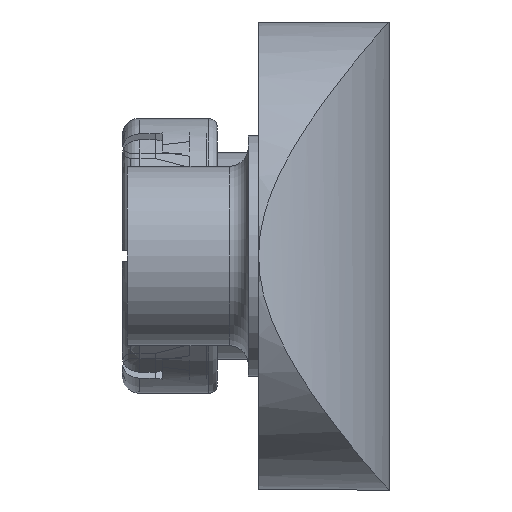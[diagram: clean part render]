
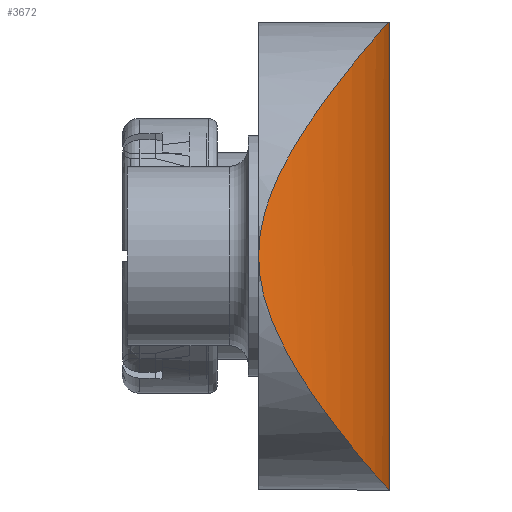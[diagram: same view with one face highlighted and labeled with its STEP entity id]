
A CAD part, left-side view. The second image highlights one B-rep face of the part: STEP entity #3672.
In plain terms, the highlighted cylindrical face has radius 8.335 mm (diameter 16.671 mm), a partial arc.
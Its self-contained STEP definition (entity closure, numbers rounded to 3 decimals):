
#106 = CARTESIAN_POINT ( 'NONE',  ( -6.35, 0.003, -6.795 ) ) ;
#116 = ORIENTED_EDGE ( 'NONE', *, *, #3349, .F. ) ;
#162 = CARTESIAN_POINT ( 'NONE',  ( -10.59, 1.272, 5.328 ) ) ;
#186 = VERTEX_POINT ( 'NONE', #2064 ) ;
#276 = CARTESIAN_POINT ( 'NONE',  ( -13.145, 3.81, 0. ) ) ;
#286 = DIRECTION ( 'NONE',  ( 1., 0., 0. ) ) ;
#335 = CIRCLE ( 'NONE', #1730, 8.335 ) ;
#347 = CARTESIAN_POINT ( 'NONE',  ( -6.35, 0.003, 6.795 ) ) ;
#468 = CARTESIAN_POINT ( 'NONE',  ( -13.083, 3.715, 0.949 ) ) ;
#486 = CARTESIAN_POINT ( 'NONE',  ( -12.683, 3.163, 2.473 ) ) ;
#521 = CARTESIAN_POINT ( 'NONE',  ( -9.483, 0.695, 6.034 ) ) ;
#547 = CARTESIAN_POINT ( 'NONE',  ( -6.145, 8.335, 6.795 ) ) ;
#671 = AXIS2_PLACEMENT_3D ( 'NONE', #3307, #1019, #859 ) ;
#715 = DIRECTION ( 'NONE',  ( 0., 0., 1. ) ) ;
#732 = CARTESIAN_POINT ( 'NONE',  ( -6.145, 0., 6.795 ) ) ;
#746 = CARTESIAN_POINT ( 'NONE',  ( -13.145, 3.81, 0. ) ) ;
#779 = CARTESIAN_POINT ( 'NONE',  ( -9.87, 0.876, 5.816 ) ) ;
#786 = CARTESIAN_POINT ( 'NONE',  ( -7.988, 0.203, -6.599 ) ) ;
#817 = EDGE_CURVE ( 'NONE', #186, #1062, #3521, .T. ) ;
#820 = CARTESIAN_POINT ( 'NONE',  ( -10.057, 0.972, 5.699 ) ) ;
#830 = CARTESIAN_POINT ( 'NONE',  ( -6.145, 0., -6.795 ) ) ;
#831 = CARTESIAN_POINT ( 'NONE',  ( -8.221, 0.259, 6.536 ) ) ;
#859 = DIRECTION ( 'NONE',  ( 1., 0., 0. ) ) ;
#1019 = DIRECTION ( 'NONE',  ( 0., 0., -1. ) ) ;
#1062 = VERTEX_POINT ( 'NONE', #746 ) ;
#1116 = CYLINDRICAL_SURFACE ( 'NONE', #3056, 8.335 ) ;
#1129 = CARTESIAN_POINT ( 'NONE',  ( -7.993, 0.204, 6.597 ) ) ;
#1155 = CARTESIAN_POINT ( 'NONE',  ( -9.481, 0.694, -6.035 ) ) ;
#1328 = ORIENTED_EDGE ( 'NONE', *, *, #3229, .T. ) ;
#1355 = VERTEX_POINT ( 'NONE', #732 ) ;
#1437 = CARTESIAN_POINT ( 'NONE',  ( -13.133, 3.791, 0.475 ) ) ;
#1453 = CARTESIAN_POINT ( 'NONE',  ( -13.145, 3.81, 0. ) ) ;
#1466 = ORIENTED_EDGE ( 'NONE', *, *, #817, .F. ) ;
#1486 = CARTESIAN_POINT ( 'NONE',  ( -12.766, 3.264, -2.279 ) ) ;
#1498 = CARTESIAN_POINT ( 'NONE',  ( -10.589, 1.272, -5.328 ) ) ;
#1654 = CIRCLE ( 'NONE', #671, 8.335 ) ;
#1730 = AXIS2_PLACEMENT_3D ( 'NONE', #547, #3864, #286 ) ;
#1777 = CARTESIAN_POINT ( 'NONE',  ( -10.911, 1.487, 5.054 ) ) ;
#1791 = EDGE_LOOP ( 'NONE', ( #2304, #3431, #1328, #116, #1466 ) ) ;
#1814 = CARTESIAN_POINT ( 'NONE',  ( -12.894, 3.442, 1.843 ) ) ;
#2058 = CARTESIAN_POINT ( 'NONE',  ( -6.833, 0.014, -6.795 ) ) ;
#2064 = CARTESIAN_POINT ( 'NONE',  ( -6.35, 0.003, -6.795 ) ) ;
#2102 = CARTESIAN_POINT ( 'NONE',  ( -7.303, 0.068, 6.744 ) ) ;
#2134 = CARTESIAN_POINT ( 'NONE',  ( -6.833, 0.014, 6.795 ) ) ;
#2136 = CARTESIAN_POINT ( 'NONE',  ( -10.911, 1.487, -5.054 ) ) ;
#2150 = CARTESIAN_POINT ( 'NONE',  ( -12.229, 2.628, 3.433 ) ) ;
#2155 = CARTESIAN_POINT ( 'NONE',  ( -12.229, 2.628, -3.434 ) ) ;
#2255 = CARTESIAN_POINT ( 'NONE',  ( -13.132, 3.79, -0.476 ) ) ;
#2304 = ORIENTED_EDGE ( 'NONE', *, *, #2414, .F. ) ;
#2385 = CARTESIAN_POINT ( 'NONE',  ( -7.302, 0.068, -6.744 ) ) ;
#2414 = EDGE_CURVE ( 'NONE', #2813, #186, #1654, .T. ) ;
#2447 = CARTESIAN_POINT ( 'NONE',  ( -8.215, 0.258, -6.538 ) ) ;
#2459 = CARTESIAN_POINT ( 'NONE',  ( -12.76, 3.262, 2.267 ) ) ;
#2475 = CARTESIAN_POINT ( 'NONE',  ( -11.497, 1.935, -4.456 ) ) ;
#2485 = CARTESIAN_POINT ( 'NONE',  ( -11.764, 2.17, 4.127 ) ) ;
#2521 = CARTESIAN_POINT ( 'NONE',  ( -8.656, 0.384, -6.396 ) ) ;
#2531 = CARTESIAN_POINT ( 'NONE',  ( -13.082, 3.714, -0.951 ) ) ;
#2605 = CARTESIAN_POINT ( 'NONE',  ( -6.145, 0., -6.795 ) ) ;
#2768 = CARTESIAN_POINT ( 'NONE',  ( -11.498, 1.935, 4.455 ) ) ;
#2805 = CARTESIAN_POINT ( 'NONE',  ( -12.951, 3.523, 1.626 ) ) ;
#2813 = VERTEX_POINT ( 'NONE', #830 ) ;
#2820 = CARTESIAN_POINT ( 'NONE',  ( -8.66, 0.385, 6.395 ) ) ;
#2824 = CARTESIAN_POINT ( 'NONE',  ( -12.429, 2.852, -3.067 ) ) ;
#2879 = CARTESIAN_POINT ( 'NONE',  ( -13.046, 3.659, -1.181 ) ) ;
#3056 = AXIS2_PLACEMENT_3D ( 'NONE', #3705, #715, #3687 ) ;
#3098 = CARTESIAN_POINT ( 'NONE',  ( -8.872, 0.456, 6.314 ) ) ;
#3128 = CARTESIAN_POINT ( 'NONE',  ( -9.282, 0.61, -6.134 ) ) ;
#3155 = FACE_OUTER_BOUND ( 'NONE', #1791, .T. ) ;
#3204 = CARTESIAN_POINT ( 'NONE',  ( -13.145, 3.81, -0.238 ) ) ;
#3229 = EDGE_CURVE ( 'NONE', #1355, #4204, #335, .T. ) ;
#3307 = CARTESIAN_POINT ( 'NONE',  ( -6.145, 8.335, -6.795 ) ) ;
#3349 = EDGE_CURVE ( 'NONE', #1062, #4204, #3469, .T. ) ;
#3431 = ORIENTED_EDGE ( 'NONE', *, *, #3593, .T. ) ;
#3469 = B_SPLINE_CURVE_WITH_KNOTS ( 'NONE', 3,
 ( #1453, #4156, #1437, #468, #3830, #2805, #1814, #2459, #486, #3795, #2150, #2485, #2768, #1777, #162, #820, #779, #521, #3847, #3098, #2820, #831, #1129, #2102, #2134, #4142 ),
 .UNSPECIFIED., .F., .F.,
 ( 4, 2, 2, 2, 2, 2, 2, 2, 2, 2, 2, 2, 4 ),
 ( 0.011, 0.012, 0.013, 0.014, 0.014, 0.016, 0.017, 0.019, 0.019, 0.02, 0.021, 0.021, 0.023 ),
 .UNSPECIFIED. ) ;
#3511 = CARTESIAN_POINT ( 'NONE',  ( -8.869, 0.455, -6.315 ) ) ;
#3521 = B_SPLINE_CURVE_WITH_KNOTS ( 'NONE', 3,
 ( #106, #2058, #2385, #786, #2447, #2521, #3511, #3128, #1155, #3817, #4162, #1498, #2136, #2475, #4172, #2155, #2824, #1486, #3849, #2879, #2531, #2255, #3204, #276 ),
 .UNSPECIFIED., .F., .F.,
 ( 4, 2, 2, 2, 2, 2, 2, 2, 2, 2, 2, 4 ),
 ( 0., 0.001, 0.002, 0.003, 0.004, 0.004, 0.006, 0.007, 0.009, 0.01, 0.011, 0.011 ),
 .UNSPECIFIED. ) ;
#3576 = VECTOR ( 'NONE', #3984, 1000. ) ;
#3593 = EDGE_CURVE ( 'NONE', #2813, #1355, #4067, .T. ) ;
#3672 = ADVANCED_FACE ( 'NONE', ( #3155 ), #1116, .T. ) ;
#3687 = DIRECTION ( 'NONE',  ( 1., 0., 0. ) ) ;
#3705 = CARTESIAN_POINT ( 'NONE',  ( -6.145, 8.335, -6.795 ) ) ;
#3795 = CARTESIAN_POINT ( 'NONE',  ( -12.429, 2.853, 3.066 ) ) ;
#3817 = CARTESIAN_POINT ( 'NONE',  ( -9.868, 0.874, -5.818 ) ) ;
#3830 = CARTESIAN_POINT ( 'NONE',  ( -13.046, 3.659, 1.179 ) ) ;
#3847 = CARTESIAN_POINT ( 'NONE',  ( -9.284, 0.61, 6.133 ) ) ;
#3849 = CARTESIAN_POINT ( 'NONE',  ( -12.904, 3.454, -1.853 ) ) ;
#3864 = DIRECTION ( 'NONE',  ( 0., 0., -1. ) ) ;
#3984 = DIRECTION ( 'NONE',  ( 0., 0., 1. ) ) ;
#4067 = LINE ( 'NONE', #2605, #3576 ) ;
#4142 = CARTESIAN_POINT ( 'NONE',  ( -6.35, 0.003, 6.795 ) ) ;
#4156 = CARTESIAN_POINT ( 'NONE',  ( -13.145, 3.81, 0.238 ) ) ;
#4162 = CARTESIAN_POINT ( 'NONE',  ( -10.055, 0.971, -5.7 ) ) ;
#4172 = CARTESIAN_POINT ( 'NONE',  ( -11.764, 2.17, -4.128 ) ) ;
#4204 = VERTEX_POINT ( 'NONE', #347 ) ;
